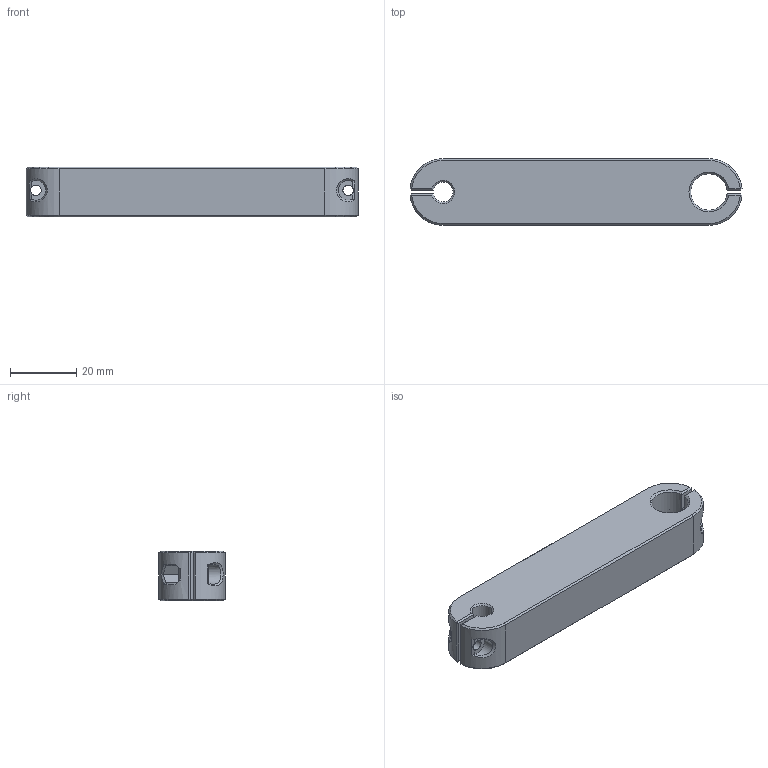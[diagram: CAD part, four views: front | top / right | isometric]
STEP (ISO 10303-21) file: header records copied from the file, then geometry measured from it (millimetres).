
FILE_DESCRIPTION(/* description */ (''),/* implementation_level */ '2;1');
FILE_NAME(/* name */ 'Tram Swing Arm.step',/* time_stamp */ '2025-05-07T11:00:04-07:00',/* author */ (''),/* organization */ (''),/* preprocessor_version */ 'ST-DEVELOPER v20.1',/* originating_system */ 'Autodesk Translation Framework v14.4.0.0',/* authorisation */ '');
FILE_SCHEMA (('AUTOMOTIVE_DESIGN { 1 0 10303 214 3 1 1 }'));
Length unit declared in the file: millimetre
Products named in the file (1): Tram Swing Arm
Bounding box: 99.9 x 20 x 15 mm (x, y, z)
Volume: 26224.6 mm3; surface area: 8001.5 mm2
Topology: 1 solids, 1 shells, 90 faces, 234 edges, 146 vertices
Faces by surface type: plane 52, cone 16, cylinder 12, bspline 10
Full cylindrical faces by diameter (mm): 3.2 x4
Entity records: 3178 total; most frequent: CARTESIAN_POINT 1100, ORIENTED_EDGE 468, DIRECTION 364, EDGE_CURVE 234, VERTEX_POINT 146, AXIS2_PLACEMENT_3D 129, LINE 106, VECTOR 106
